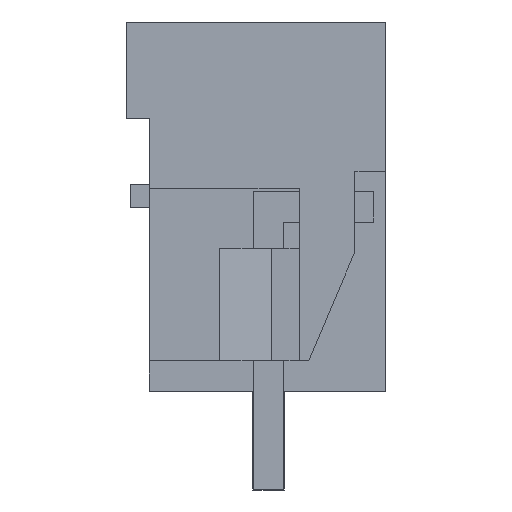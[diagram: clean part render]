
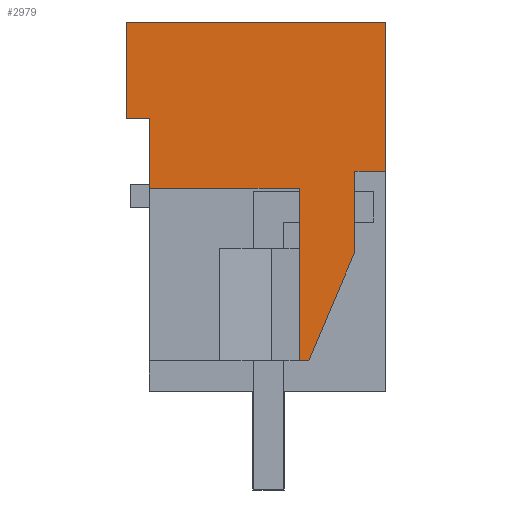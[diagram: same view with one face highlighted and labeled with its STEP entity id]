
A CAD part, left-side view. The second image highlights one B-rep face of the part: STEP entity #2979.
In plain terms, the highlighted planar face has unit normal (-1, 0, 0).
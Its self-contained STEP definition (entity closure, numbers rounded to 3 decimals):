
#2912=AXIS2_PLACEMENT_3D('Plane Axis2P3D',#2909,#2910,#2911) ;
#411=CARTESIAN_POINT('Vertex',(0.,7.68,9.8)) ;
#414=CARTESIAN_POINT('Line Origine',(0.,7.68,10.94)) ;
#418=CARTESIAN_POINT('Vertex',(0.,7.68,12.08)) ;
#2738=CARTESIAN_POINT('Vertex',(0.,2.501,4.2)) ;
#2741=CARTESIAN_POINT('Line Origine',(0.,2.655,4.2)) ;
#2745=CARTESIAN_POINT('Vertex',(0.,2.81,4.2)) ;
#2893=CARTESIAN_POINT('Vertex',(0.,2.81,9.8)) ;
#2896=CARTESIAN_POINT('Line Origine',(0.,5.245,9.8)) ;
#2909=CARTESIAN_POINT('Axis2P3D Location',(0.,8.43,1.7)) ;
#2914=CARTESIAN_POINT('Line Origine',(0.,1.752,5.968)) ;
#2918=CARTESIAN_POINT('Vertex',(0.,1.003,7.735)) ;
#2921=CARTESIAN_POINT('Line Origine',(0.,1.003,9.041)) ;
#2925=CARTESIAN_POINT('Vertex',(0.,1.003,10.346)) ;
#2928=CARTESIAN_POINT('Line Origine',(0.,0.501,10.346)) ;
#2932=CARTESIAN_POINT('Vertex',(0.,0.,10.346)) ;
#2935=CARTESIAN_POINT('Line Origine',(0.,0.,12.773)) ;
#2939=CARTESIAN_POINT('Vertex',(0.,0.,15.2)) ;
#2942=CARTESIAN_POINT('Line Origine',(0.,4.215,15.2)) ;
#2946=CARTESIAN_POINT('Vertex',(0.,8.43,15.2)) ;
#2949=CARTESIAN_POINT('Line Origine',(0.,8.43,13.64)) ;
#2953=CARTESIAN_POINT('Vertex',(0.,8.43,12.08)) ;
#2956=CARTESIAN_POINT('Line Origine',(0.,8.055,12.08)) ;
#2961=CARTESIAN_POINT('Line Origine',(0.,2.81,7.)) ;
#415=DIRECTION('Vector Direction',(0.,0.,-1.)) ;
#2742=DIRECTION('Vector Direction',(0.,1.,0.)) ;
#2897=DIRECTION('Vector Direction',(0.,1.,0.)) ;
#2910=DIRECTION('Axis2P3D Direction',(-1.,0.,0.)) ;
#2911=DIRECTION('Axis2P3D XDirection',(0.,1.,0.)) ;
#2915=DIRECTION('Vector Direction',(0.,0.39,-0.921)) ;
#2922=DIRECTION('Vector Direction',(0.,0.,-1.)) ;
#2929=DIRECTION('Vector Direction',(0.,1.,0.)) ;
#2936=DIRECTION('Vector Direction',(0.,0.,1.)) ;
#2943=DIRECTION('Vector Direction',(0.,1.,0.)) ;
#2950=DIRECTION('Vector Direction',(0.,0.,-1.)) ;
#2957=DIRECTION('Vector Direction',(0.,-1.,0.)) ;
#2962=DIRECTION('Vector Direction',(0.,0.,1.)) ;
#416=VECTOR('Line Direction',#415,1.) ;
#2743=VECTOR('Line Direction',#2742,1.) ;
#2898=VECTOR('Line Direction',#2897,1.) ;
#2916=VECTOR('Line Direction',#2915,1.) ;
#2923=VECTOR('Line Direction',#2922,1.) ;
#2930=VECTOR('Line Direction',#2929,1.) ;
#2937=VECTOR('Line Direction',#2936,1.) ;
#2944=VECTOR('Line Direction',#2943,1.) ;
#2951=VECTOR('Line Direction',#2950,1.) ;
#2958=VECTOR('Line Direction',#2957,1.) ;
#2963=VECTOR('Line Direction',#2962,1.) ;
#2967=ORIENTED_EDGE('',*,*,#2747,.F.) ;
#2968=ORIENTED_EDGE('',*,*,#2920,.F.) ;
#2969=ORIENTED_EDGE('',*,*,#2927,.F.) ;
#2970=ORIENTED_EDGE('',*,*,#2934,.F.) ;
#2971=ORIENTED_EDGE('',*,*,#2941,.T.) ;
#2972=ORIENTED_EDGE('',*,*,#2948,.T.) ;
#2973=ORIENTED_EDGE('',*,*,#2955,.T.) ;
#2974=ORIENTED_EDGE('',*,*,#2960,.T.) ;
#2975=ORIENTED_EDGE('',*,*,#420,.T.) ;
#2976=ORIENTED_EDGE('',*,*,#2900,.F.) ;
#2977=ORIENTED_EDGE('',*,*,#2965,.F.) ;
#2979=ADVANCED_FACE('HOUSING',(#2978),#2913,.T.) ;
#420=EDGE_CURVE('',#419,#412,#417,.T.) ;
#2747=EDGE_CURVE('',#2739,#2746,#2744,.T.) ;
#2900=EDGE_CURVE('',#2894,#412,#2899,.T.) ;
#2920=EDGE_CURVE('',#2919,#2739,#2917,.T.) ;
#2927=EDGE_CURVE('',#2926,#2919,#2924,.T.) ;
#2934=EDGE_CURVE('',#2933,#2926,#2931,.T.) ;
#2941=EDGE_CURVE('',#2933,#2940,#2938,.T.) ;
#2948=EDGE_CURVE('',#2940,#2947,#2945,.T.) ;
#2955=EDGE_CURVE('',#2947,#2954,#2952,.T.) ;
#2960=EDGE_CURVE('',#2954,#419,#2959,.T.) ;
#2965=EDGE_CURVE('',#2746,#2894,#2964,.T.) ;
#2966=EDGE_LOOP('',(#2967,#2968,#2969,#2970,#2971,#2972,#2973,#2974,#2975,#2976,#2977)) ;
#2978=FACE_OUTER_BOUND('',#2966,.T.) ;
#417=LINE('Line',#414,#416) ;
#2744=LINE('Line',#2741,#2743) ;
#2899=LINE('Line',#2896,#2898) ;
#2917=LINE('Line',#2914,#2916) ;
#2924=LINE('Line',#2921,#2923) ;
#2931=LINE('Line',#2928,#2930) ;
#2938=LINE('Line',#2935,#2937) ;
#2945=LINE('Line',#2942,#2944) ;
#2952=LINE('Line',#2949,#2951) ;
#2959=LINE('Line',#2956,#2958) ;
#2964=LINE('Line',#2961,#2963) ;
#2913=PLANE('',#2912) ;
#412=VERTEX_POINT('',#411) ;
#419=VERTEX_POINT('',#418) ;
#2739=VERTEX_POINT('',#2738) ;
#2746=VERTEX_POINT('',#2745) ;
#2894=VERTEX_POINT('',#2893) ;
#2919=VERTEX_POINT('',#2918) ;
#2926=VERTEX_POINT('',#2925) ;
#2933=VERTEX_POINT('',#2932) ;
#2940=VERTEX_POINT('',#2939) ;
#2947=VERTEX_POINT('',#2946) ;
#2954=VERTEX_POINT('',#2953) ;
